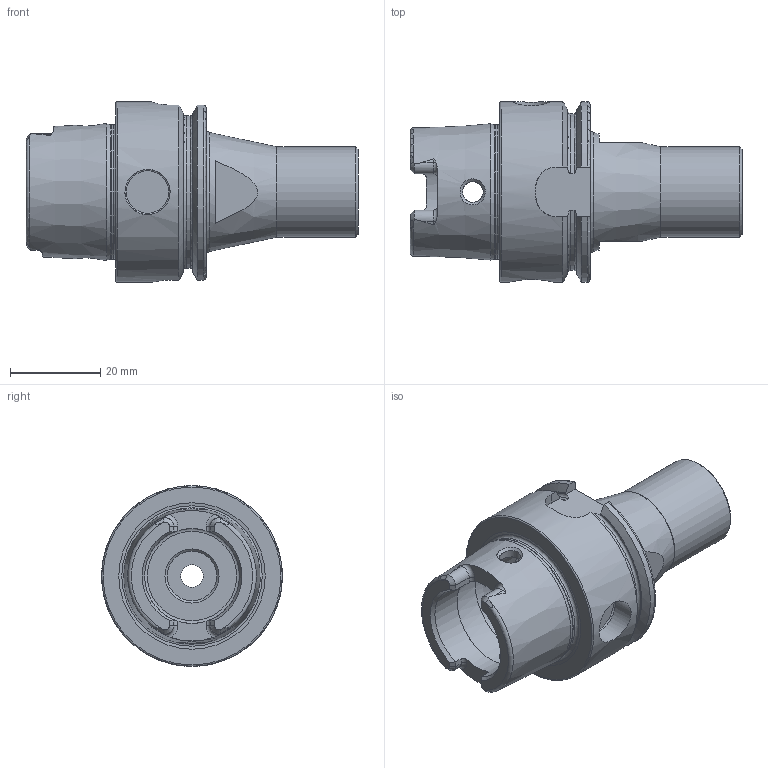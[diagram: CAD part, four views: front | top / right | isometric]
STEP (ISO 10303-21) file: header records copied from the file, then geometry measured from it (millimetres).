
FILE_DESCRIPTION (( 'STEP AP214' ), '1' );
FILE_NAME ('HA4.E18.So1.060.STEP', '2021-06-03T14:04:05', ( '' ), ( '' ), 'SwSTEP 2.0', 'SolidWorks 2017', '' );
FILE_SCHEMA (( 'AUTOMOTIVE_DESIGN' ));
Length unit declared in the file: millimetre
Products named in the file (1): HA4.E18.So1.060
Bounding box: 73.5 x 40 x 40 mm (x, y, z)
Volume: 32747.3 mm3; surface area: 12713.8 mm2
Topology: 1 solids, 1 shells, 133 faces, 341 edges, 217 vertices
Faces by surface type: plane 50, cylinder 35, torus 25, cone 21, bspline 2
Full cylindrical faces by diameter (mm): 4.6 x2, 5 x1, 8 x2, 10 x1, 10.5 x1, 11 x1, 12.5 x1, 20 x1, 21 x2, 25.5 x1, 29.707 x1, 40 x1
Entity records: 6123 total; most frequent: CARTESIAN_POINT 2187, ORIENTED_EDGE 584, DIRECTION 577, EDGE_CURVE 292, AXIS2_PLACEMENT_3D 240, VERTEX_POINT 204, EDGE_LOOP 182, FACE_OUTER_BOUND 160
